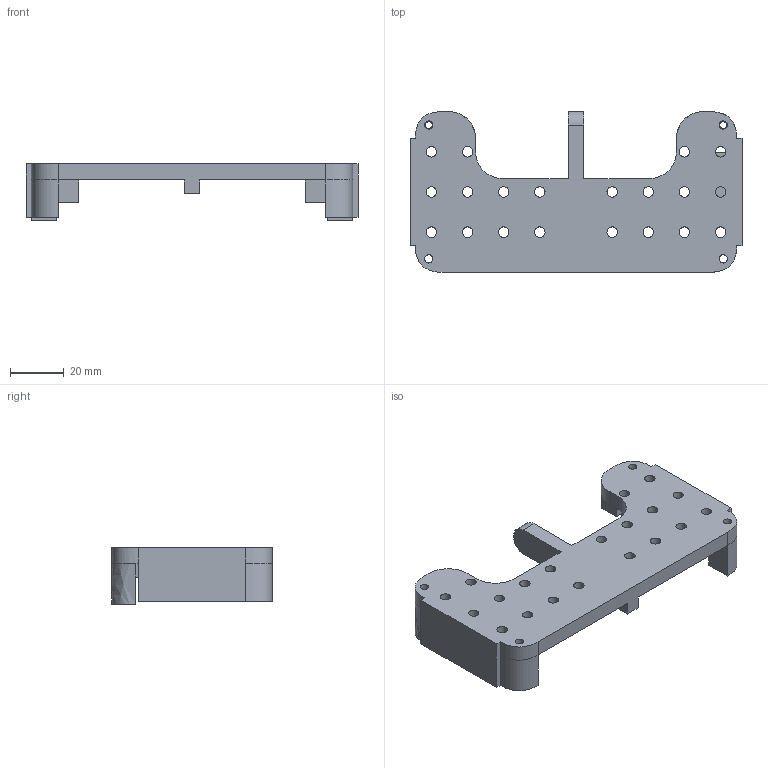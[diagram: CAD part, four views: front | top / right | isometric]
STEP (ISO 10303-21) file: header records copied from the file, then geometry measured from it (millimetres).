
FILE_DESCRIPTION(/* description */ ('STEP AP242','CAx-IF Rec.Pracs.---Representation and Presentation of Product Manufacturing Information (PMI)---4.0---2014-10-13','CAx-IF Rec.Pracs.---3D Tessellated Geometry---0.4---2014-09-14','2;1'),/* implementation_level */ '2;1');
FILE_NAME(/* name */ '684100fd1bdd0d640838335e',/* time_stamp */ '2025-06-05T02:29:18Z',/* author */ (''),/* organization */ (''),/* preprocessor_version */ 'ST-DEVELOPER v20',/* originating_system */ 'ONSHAPE BY PTC INC, 1.198',/* authorisation */ ' ');
FILE_SCHEMA (('AP242_MANAGED_MODEL_BASED_3D_ENGINEERING_MIM_LF { 1 0 10303 442 1 1 4 }'));
Length unit declared in the file: metre
Products named in the file (1): ???
Bounding box: 124 x 60 x 21 mm (x, y, z)
Volume: 44142.8 mm3; surface area: 21012.1 mm2
Topology: 1 solids, 1 shells, 95 faces, 284 edges, 192 vertices
Faces by surface type: plane 55, cylinder 32, bspline 8
Full cylindrical faces by diameter (mm): 2.5 x2, 3.1 x4, 3.9 x20
Entity records: 3036 total; most frequent: CARTESIAN_POINT 598, ORIENTED_EDGE 472, DIRECTION 464, EDGE_CURVE 236, VERTEX_POINT 170, EDGE_LOOP 168, FACE_BOUND 168, AXIS2_PLACEMENT_3D 156
